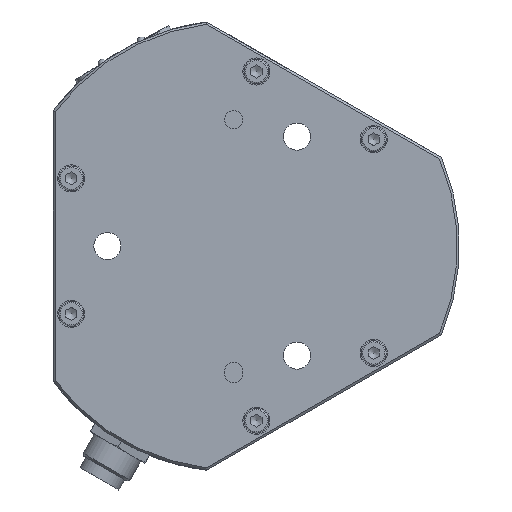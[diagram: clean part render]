
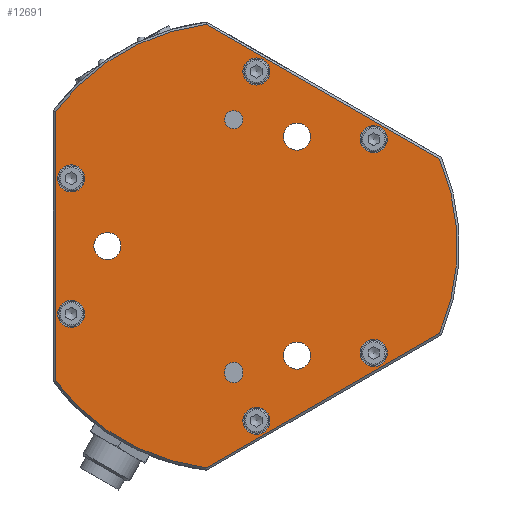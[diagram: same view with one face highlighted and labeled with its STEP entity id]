
A CAD part, front view. The second image highlights one B-rep face of the part: STEP entity #12691.
In plain terms, the highlighted face is planar.
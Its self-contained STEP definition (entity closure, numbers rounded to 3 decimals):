
#205=FACE_BOUND('',#1856,.T.);
#206=FACE_BOUND('',#1857,.T.);
#207=FACE_BOUND('',#1858,.T.);
#208=FACE_BOUND('',#1859,.T.);
#209=FACE_BOUND('',#1860,.T.);
#210=FACE_BOUND('',#1861,.T.);
#211=FACE_BOUND('',#1862,.T.);
#212=FACE_BOUND('',#1863,.T.);
#213=FACE_BOUND('',#1864,.T.);
#214=FACE_BOUND('',#1865,.T.);
#215=FACE_BOUND('',#1866,.T.);
#486=CIRCLE('',#13594,49.5);
#487=CIRCLE('',#13595,49.5);
#488=CIRCLE('',#13596,49.5);
#489=CIRCLE('',#13597,2.);
#490=CIRCLE('',#13598,2.);
#491=CIRCLE('',#13599,3.);
#492=CIRCLE('',#13600,3.);
#493=CIRCLE('',#13601,3.);
#494=CIRCLE('',#13602,3.);
#495=CIRCLE('',#13603,3.);
#496=CIRCLE('',#13604,3.);
#497=CIRCLE('',#13605,3.);
#498=CIRCLE('',#13606,3.);
#499=CIRCLE('',#13607,3.);
#500=CIRCLE('',#13608,2.);
#1083=FACE_OUTER_BOUND('',#1855,.T.);
#1855=EDGE_LOOP('',(#8872,#8873,#8874,#8875,#8876,#8877));
#1856=EDGE_LOOP('',(#8878,#8879,#8880,#8881));
#1857=EDGE_LOOP('',(#8882));
#1858=EDGE_LOOP('',(#8883));
#1859=EDGE_LOOP('',(#8884));
#1860=EDGE_LOOP('',(#8885));
#1861=EDGE_LOOP('',(#8886));
#1862=EDGE_LOOP('',(#8887));
#1863=EDGE_LOOP('',(#8888));
#1864=EDGE_LOOP('',(#8889));
#1865=EDGE_LOOP('',(#8890));
#1866=EDGE_LOOP('',(#8891));
#3197=LINE('',#19407,#4305);
#3198=LINE('',#19411,#4306);
#3199=LINE('',#19415,#4307);
#3200=LINE('',#19419,#4308);
#3201=LINE('',#19423,#4309);
#4305=VECTOR('',#15065,59.666);
#4306=VECTOR('',#15068,59.666);
#4307=VECTOR('',#15071,59.666);
#4308=VECTOR('',#15074,10.);
#4309=VECTOR('',#15077,10.);
#5465=VERTEX_POINT('',#19405);
#5466=VERTEX_POINT('',#19406);
#5467=VERTEX_POINT('',#19408);
#5468=VERTEX_POINT('',#19410);
#5469=VERTEX_POINT('',#19412);
#5470=VERTEX_POINT('',#19414);
#5471=VERTEX_POINT('',#19417);
#5472=VERTEX_POINT('',#19418);
#5473=VERTEX_POINT('',#19420);
#5474=VERTEX_POINT('',#19422);
#5475=VERTEX_POINT('',#19425);
#5476=VERTEX_POINT('',#19427);
#5477=VERTEX_POINT('',#19429);
#5478=VERTEX_POINT('',#19431);
#5479=VERTEX_POINT('',#19433);
#5480=VERTEX_POINT('',#19435);
#5481=VERTEX_POINT('',#19437);
#5482=VERTEX_POINT('',#19439);
#5483=VERTEX_POINT('',#19441);
#5484=VERTEX_POINT('',#19443);
#6816=EDGE_CURVE('',#5465,#5466,#3197,.T.);
#6817=EDGE_CURVE('',#5466,#5467,#486,.T.);
#6818=EDGE_CURVE('',#5467,#5468,#3198,.T.);
#6819=EDGE_CURVE('',#5468,#5469,#487,.T.);
#6820=EDGE_CURVE('',#5469,#5470,#3199,.T.);
#6821=EDGE_CURVE('',#5470,#5465,#488,.T.);
#6822=EDGE_CURVE('',#5471,#5472,#3200,.T.);
#6823=EDGE_CURVE('',#5472,#5473,#489,.T.);
#6824=EDGE_CURVE('',#5473,#5474,#3201,.T.);
#6825=EDGE_CURVE('',#5474,#5471,#490,.T.);
#6826=EDGE_CURVE('',#5475,#5475,#491,.T.);
#6827=EDGE_CURVE('',#5476,#5476,#492,.T.);
#6828=EDGE_CURVE('',#5477,#5477,#493,.T.);
#6829=EDGE_CURVE('',#5478,#5478,#494,.T.);
#6830=EDGE_CURVE('',#5479,#5479,#495,.T.);
#6831=EDGE_CURVE('',#5480,#5480,#496,.T.);
#6832=EDGE_CURVE('',#5481,#5481,#497,.T.);
#6833=EDGE_CURVE('',#5482,#5482,#498,.T.);
#6834=EDGE_CURVE('',#5483,#5483,#499,.T.);
#6835=EDGE_CURVE('',#5484,#5484,#500,.T.);
#8872=ORIENTED_EDGE('',*,*,#6816,.T.);
#8873=ORIENTED_EDGE('',*,*,#6817,.T.);
#8874=ORIENTED_EDGE('',*,*,#6818,.T.);
#8875=ORIENTED_EDGE('',*,*,#6819,.T.);
#8876=ORIENTED_EDGE('',*,*,#6820,.T.);
#8877=ORIENTED_EDGE('',*,*,#6821,.T.);
#8878=ORIENTED_EDGE('',*,*,#6822,.T.);
#8879=ORIENTED_EDGE('',*,*,#6823,.T.);
#8880=ORIENTED_EDGE('',*,*,#6824,.T.);
#8881=ORIENTED_EDGE('',*,*,#6825,.T.);
#8882=ORIENTED_EDGE('',*,*,#6826,.F.);
#8883=ORIENTED_EDGE('',*,*,#6827,.F.);
#8884=ORIENTED_EDGE('',*,*,#6828,.F.);
#8885=ORIENTED_EDGE('',*,*,#6829,.F.);
#8886=ORIENTED_EDGE('',*,*,#6830,.F.);
#8887=ORIENTED_EDGE('',*,*,#6831,.F.);
#8888=ORIENTED_EDGE('',*,*,#6832,.F.);
#8889=ORIENTED_EDGE('',*,*,#6833,.F.);
#8890=ORIENTED_EDGE('',*,*,#6834,.F.);
#8891=ORIENTED_EDGE('',*,*,#6835,.F.);
#11591=PLANE('',#13593);
#12691=ADVANCED_FACE('',(#1083,#205,#206,#207,#208,#209,#210,#211,#212,
#213,#214,#215),#11591,.T.);
#13593=AXIS2_PLACEMENT_3D('',#19404,#15063,#15064);
#13594=AXIS2_PLACEMENT_3D('',#19409,#15066,#15067);
#13595=AXIS2_PLACEMENT_3D('',#19413,#15069,#15070);
#13596=AXIS2_PLACEMENT_3D('',#19416,#15072,#15073);
#13597=AXIS2_PLACEMENT_3D('',#19421,#15075,#15076);
#13598=AXIS2_PLACEMENT_3D('',#19424,#15078,#15079);
#13599=AXIS2_PLACEMENT_3D('',#19426,#15080,#15081);
#13600=AXIS2_PLACEMENT_3D('',#19428,#15082,#15083);
#13601=AXIS2_PLACEMENT_3D('',#19430,#15084,#15085);
#13602=AXIS2_PLACEMENT_3D('',#19432,#15086,#15087);
#13603=AXIS2_PLACEMENT_3D('',#19434,#15088,#15089);
#13604=AXIS2_PLACEMENT_3D('',#19436,#15090,#15091);
#13605=AXIS2_PLACEMENT_3D('',#19438,#15092,#15093);
#13606=AXIS2_PLACEMENT_3D('',#19440,#15094,#15095);
#13607=AXIS2_PLACEMENT_3D('',#19442,#15096,#15097);
#13608=AXIS2_PLACEMENT_3D('',#19444,#15098,#15099);
#15063=DIRECTION('center_axis',(0.,1.,0.));
#15064=DIRECTION('ref_axis',(-1.,0.,0.));
#15065=DIRECTION('',(-0.866,0.,0.5));
#15066=DIRECTION('center_axis',(0.,1.,0.));
#15067=DIRECTION('ref_axis',(-0.921,0.,-0.39));
#15068=DIRECTION('',(0.866,0.,0.5));
#15069=DIRECTION('center_axis',(0.,1.,0.));
#15070=DIRECTION('ref_axis',(0.123,0.,0.992));
#15071=DIRECTION('',(0.,0.,-1.));
#15072=DIRECTION('center_axis',(0.,1.,0.));
#15073=DIRECTION('ref_axis',(0.798,0.,-0.603));
#15074=DIRECTION('',(0.,0.,-1.));
#15075=DIRECTION('center_axis',(0.,-1.,0.));
#15076=DIRECTION('ref_axis',(1.,0.,0.));
#15077=DIRECTION('',(0.,0.,1.));
#15078=DIRECTION('center_axis',(0.,-1.,0.));
#15079=DIRECTION('ref_axis',(-1.,0.,0.));
#15080=DIRECTION('center_axis',(0.,1.,0.));
#15081=DIRECTION('ref_axis',(-1.,0.,0.));
#15082=DIRECTION('center_axis',(0.,1.,0.));
#15083=DIRECTION('ref_axis',(0.5,0.,0.866));
#15084=DIRECTION('center_axis',(0.,1.,0.));
#15085=DIRECTION('ref_axis',(0.5,0.,-0.866));
#15086=DIRECTION('center_axis',(0.,1.,0.));
#15087=DIRECTION('ref_axis',(-1.,0.,0.));
#15088=DIRECTION('center_axis',(0.,1.,0.));
#15089=DIRECTION('ref_axis',(-1.,0.,0.));
#15090=DIRECTION('center_axis',(0.,1.,0.));
#15091=DIRECTION('ref_axis',(0.5,0.,0.866));
#15092=DIRECTION('center_axis',(0.,1.,0.));
#15093=DIRECTION('ref_axis',(0.5,0.,0.866));
#15094=DIRECTION('center_axis',(0.,1.,0.));
#15095=DIRECTION('ref_axis',(0.5,0.,-0.866));
#15096=DIRECTION('center_axis',(0.,1.,0.));
#15097=DIRECTION('ref_axis',(0.5,0.,-0.866));
#15098=DIRECTION('center_axis',(0.,1.,0.));
#15099=DIRECTION('ref_axis',(-1.,0.,0.));
#19404=CARTESIAN_POINT('Origin',(11.079,-8.388,97.119));
#19405=CARTESIAN_POINT('',(17.165,-8.388,47.995));
#19406=CARTESIAN_POINT('',(-34.507,-8.388,77.827));
#19407=CARTESIAN_POINT('',(17.165,-8.388,47.995));
#19408=CARTESIAN_POINT('',(-34.507,-8.388,116.411));
#19409=CARTESIAN_POINT('Origin',(11.079,-8.388,97.119));
#19410=CARTESIAN_POINT('',(17.165,-8.388,146.243));
#19411=CARTESIAN_POINT('',(-34.507,-8.388,116.411));
#19412=CARTESIAN_POINT('',(50.579,-8.388,126.952));
#19413=CARTESIAN_POINT('Origin',(11.079,-8.388,97.119));
#19414=CARTESIAN_POINT('',(50.579,-8.388,67.286));
#19415=CARTESIAN_POINT('',(50.579,-8.388,126.952));
#19416=CARTESIAN_POINT('Origin',(11.079,-8.388,97.119));
#19417=CARTESIAN_POINT('',(9.079,-8.388,69.369));
#19418=CARTESIAN_POINT('',(9.079,-8.388,68.869));
#19419=CARTESIAN_POINT('',(9.079,-8.388,83.244));
#19420=CARTESIAN_POINT('',(13.079,-8.388,68.869));
#19421=CARTESIAN_POINT('Origin',(11.079,-8.388,68.869));
#19422=CARTESIAN_POINT('',(13.079,-8.388,69.369));
#19423=CARTESIAN_POINT('',(13.079,-8.388,82.994));
#19424=CARTESIAN_POINT('Origin',(11.079,-8.388,69.369));
#19425=CARTESIAN_POINT('',(42.079,-8.388,97.119));
#19426=CARTESIAN_POINT('Origin',(39.079,-8.388,97.119));
#19427=CARTESIAN_POINT('',(-4.421,-8.388,70.272));
#19428=CARTESIAN_POINT('Origin',(-2.921,-8.388,72.87));
#19429=CARTESIAN_POINT('',(-4.421,-8.388,123.966));
#19430=CARTESIAN_POINT('Origin',(-2.921,-8.388,121.368));
#19431=CARTESIAN_POINT('',(44.079,-8.388,112.119));
#19432=CARTESIAN_POINT('Origin',(47.079,-8.388,112.119));
#19433=CARTESIAN_POINT('',(44.079,-8.388,82.119));
#19434=CARTESIAN_POINT('Origin',(47.079,-8.388,82.119));
#19435=CARTESIAN_POINT('',(7.57,-8.388,61.04));
#19436=CARTESIAN_POINT('Origin',(6.07,-8.388,58.442));
#19437=CARTESIAN_POINT('',(-18.411,-8.388,76.04));
#19438=CARTESIAN_POINT('Origin',(-19.911,-8.388,73.442));
#19439=CARTESIAN_POINT('',(-18.411,-8.388,118.198));
#19440=CARTESIAN_POINT('Origin',(-19.911,-8.388,120.796));
#19441=CARTESIAN_POINT('',(7.57,-8.388,133.198));
#19442=CARTESIAN_POINT('Origin',(6.07,-8.388,135.796));
#19443=CARTESIAN_POINT('',(9.079,-8.388,125.119));
#19444=CARTESIAN_POINT('Origin',(11.079,-8.388,125.119));
